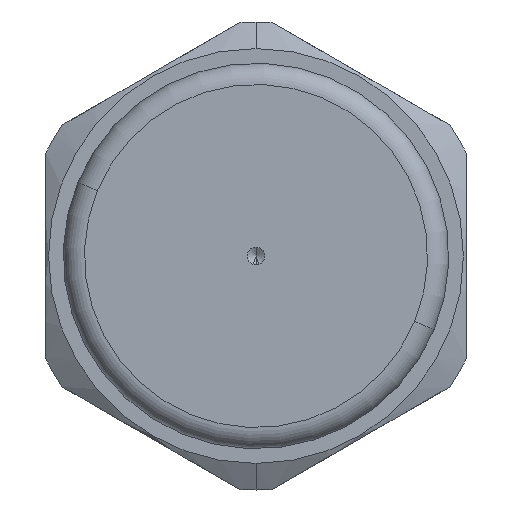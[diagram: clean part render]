
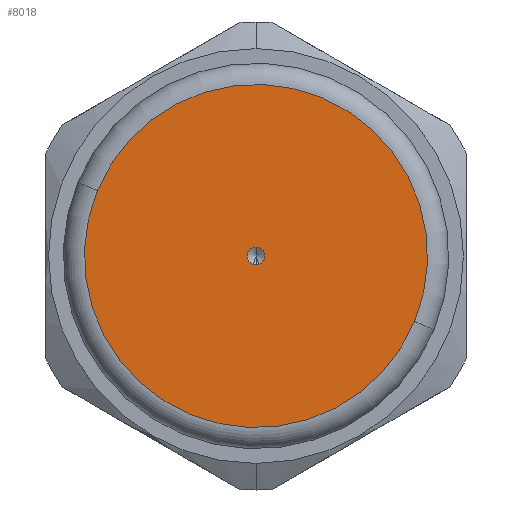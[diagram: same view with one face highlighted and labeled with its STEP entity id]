
A CAD part, left-side view. The second image highlights one B-rep face of the part: STEP entity #8018.
In plain terms, the highlighted planar face has unit normal (-1, 0, 0).
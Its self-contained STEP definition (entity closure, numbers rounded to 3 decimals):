
#996 = FACE_BOUND ( 'NONE', #4343, .T. ) ;
#1197 = EDGE_CURVE ( 'NONE', #14503, #5469, #5470, .T. ) ;
#1224 = DIRECTION ( 'NONE',  ( 0., -0.924, -0.382 ) ) ;
#1557 = VERTEX_POINT ( 'NONE', #4493 ) ;
#1572 = CARTESIAN_POINT ( 'NONE',  ( -23., 10.775, 4.452 ) ) ;
#1795 = CIRCLE ( 'NONE', #11547, 0.6 ) ;
#2754 = EDGE_CURVE ( 'NONE', #5469, #14503, #12722, .T. ) ;
#2996 = CARTESIAN_POINT ( 'NONE',  ( -23., 0., 0. ) ) ;
#3610 = ORIENTED_EDGE ( 'NONE', *, *, #8398, .T. ) ;
#4343 = EDGE_LOOP ( 'NONE', ( #8044, #3610 ) ) ;
#4493 = CARTESIAN_POINT ( 'NONE',  ( -23., 0.555, 0.229 ) ) ;
#4844 = AXIS2_PLACEMENT_3D ( 'NONE', #8816, #6312, #11534 ) ;
#4978 = AXIS2_PLACEMENT_3D ( 'NONE', #12399, #7141, #8453 ) ;
#5469 = VERTEX_POINT ( 'NONE', #1572 ) ;
#5470 = CIRCLE ( 'NONE', #15326, 11.658 ) ;
#5831 = DIRECTION ( 'NONE',  ( 1., 0., 0. ) ) ;
#6312 = DIRECTION ( 'NONE',  ( 1., 0., 0. ) ) ;
#6331 = ORIENTED_EDGE ( 'NONE', *, *, #1197, .F. ) ;
#7141 = DIRECTION ( 'NONE',  ( 1., 0., 0. ) ) ;
#7642 = DIRECTION ( 'NONE',  ( 1., 0., 0. ) ) ;
#7767 = EDGE_CURVE ( 'NONE', #13331, #1557, #1795, .T. ) ;
#8018 = ADVANCED_FACE ( 'NONE', ( #996, #8848 ), #14259, .T. ) ;
#8044 = ORIENTED_EDGE ( 'NONE', *, *, #7767, .T. ) ;
#8398 = EDGE_CURVE ( 'NONE', #1557, #13331, #10305, .T. ) ;
#8453 = DIRECTION ( 'NONE',  ( 0., -0.924, -0.382 ) ) ;
#8816 = CARTESIAN_POINT ( 'NONE',  ( -23., 0., 0. ) ) ;
#8848 = FACE_OUTER_BOUND ( 'NONE', #14183, .T. ) ;
#10305 = CIRCLE ( 'NONE', #4978, 0.6 ) ;
#11155 = CARTESIAN_POINT ( 'NONE',  ( -23., -10.775, -4.452 ) ) ;
#11214 = AXIS2_PLACEMENT_3D ( 'NONE', #15577, #12997, #15454 ) ;
#11534 = DIRECTION ( 'NONE',  ( 0., -0.924, -0.382 ) ) ;
#11547 = AXIS2_PLACEMENT_3D ( 'NONE', #2996, #5831, #16473 ) ;
#12399 = CARTESIAN_POINT ( 'NONE',  ( -23., 0., 0. ) ) ;
#12722 = CIRCLE ( 'NONE', #4844, 11.658 ) ;
#12997 = DIRECTION ( 'NONE',  ( -1., 0., 0. ) ) ;
#13331 = VERTEX_POINT ( 'NONE', #16676 ) ;
#14183 = EDGE_LOOP ( 'NONE', ( #6331, #14929 ) ) ;
#14259 = PLANE ( 'NONE',  #11214 ) ;
#14503 = VERTEX_POINT ( 'NONE', #11155 ) ;
#14929 = ORIENTED_EDGE ( 'NONE', *, *, #2754, .F. ) ;
#15326 = AXIS2_PLACEMENT_3D ( 'NONE', #15606, #7642, #1224 ) ;
#15454 = DIRECTION ( 'NONE',  ( 0., 0.924, 0.382 ) ) ;
#15577 = CARTESIAN_POINT ( 'NONE',  ( -23., -0.555, -0.229 ) ) ;
#15606 = CARTESIAN_POINT ( 'NONE',  ( -23., 0., 0. ) ) ;
#16473 = DIRECTION ( 'NONE',  ( 0., -0.924, -0.382 ) ) ;
#16676 = CARTESIAN_POINT ( 'NONE',  ( -23., -0.555, -0.229 ) ) ;
